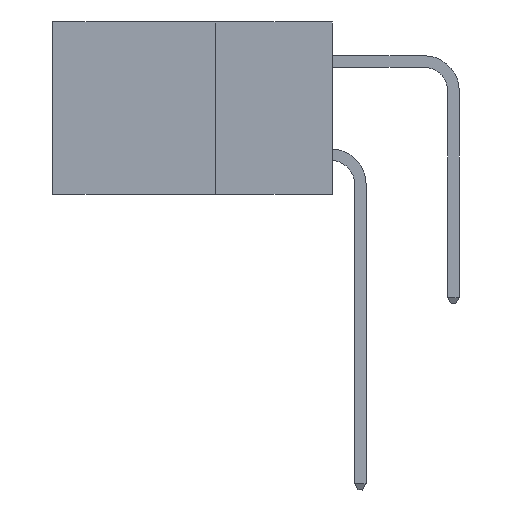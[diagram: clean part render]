
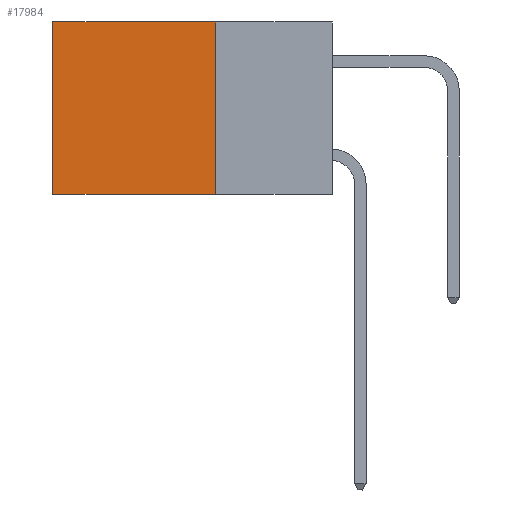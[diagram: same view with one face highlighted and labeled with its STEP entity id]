
A CAD part, left-side view. The second image highlights one B-rep face of the part: STEP entity #17984.
In plain terms, the highlighted planar face has unit normal (-1, 0, 0).
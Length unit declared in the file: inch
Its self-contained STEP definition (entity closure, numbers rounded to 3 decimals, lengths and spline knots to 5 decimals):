
#1026 = ORIENTED_EDGE ( 'NONE', *, *, #7498, .T. ) ;
#1057 = CARTESIAN_POINT ( 'NONE',  ( 0.2615, 0.6, -0.37 ) ) ;
#1871 = EDGE_LOOP ( 'NONE', ( #18210, #5043, #12844, #1026 ) ) ;
#2184 = DIRECTION ( 'NONE',  ( 0., 1., 0. ) ) ;
#2199 = CARTESIAN_POINT ( 'NONE',  ( 0.2615, 0.6, 0. ) ) ;
#2515 = VERTEX_POINT ( 'NONE', #14243 ) ;
#2914 = VECTOR ( 'NONE', #2184, 39.37008 ) ;
#2951 = LINE ( 'NONE', #16171, #13579 ) ;
#3103 = VECTOR ( 'NONE', #10184, 39.37008 ) ;
#5043 = ORIENTED_EDGE ( 'NONE', *, *, #13234, .F. ) ;
#5643 = DIRECTION ( 'NONE',  ( 1., 0., 0. ) ) ;
#6425 = VERTEX_POINT ( 'NONE', #8090 ) ;
#6792 = CARTESIAN_POINT ( 'NONE',  ( 0.2615, 0.25, 0. ) ) ;
#7498 = EDGE_CURVE ( 'NONE', #2515, #17088, #8540, .T. ) ;
#8090 = CARTESIAN_POINT ( 'NONE',  ( 0.2615, 0.25, -0.37 ) ) ;
#8540 = LINE ( 'NONE', #6792, #2914 ) ;
#8937 = PLANE ( 'NONE',  #16920 ) ;
#9747 = DIRECTION ( 'NONE',  ( 0., 0., -1. ) ) ;
#9992 = CARTESIAN_POINT ( 'NONE',  ( 0.2615, 0.6, -0.37 ) ) ;
#10184 = DIRECTION ( 'NONE',  ( 0., 0., -1. ) ) ;
#10685 = CARTESIAN_POINT ( 'NONE',  ( 0.2615, 0.25, -0.37 ) ) ;
#10791 = DIRECTION ( 'NONE',  ( 0., 1., 0. ) ) ;
#12844 = ORIENTED_EDGE ( 'NONE', *, *, #21171, .F. ) ;
#12892 = VERTEX_POINT ( 'NONE', #1057 ) ;
#13234 = EDGE_CURVE ( 'NONE', #6425, #12892, #13847, .T. ) ;
#13579 = VECTOR ( 'NONE', #9747, 39.37008 ) ;
#13847 = LINE ( 'NONE', #10685, #15808 ) ;
#13854 = FACE_OUTER_BOUND ( 'NONE', #1871, .T. ) ;
#14243 = CARTESIAN_POINT ( 'NONE',  ( 0.2615, 0.25, 0. ) ) ;
#15581 = DIRECTION ( 'NONE',  ( 0., 0., -1. ) ) ;
#15808 = VECTOR ( 'NONE', #10791, 39.37008 ) ;
#16171 = CARTESIAN_POINT ( 'NONE',  ( 0.2615, 0.25, -0.37 ) ) ;
#16920 = AXIS2_PLACEMENT_3D ( 'NONE', #20222, #5643, #15581 ) ;
#17088 = VERTEX_POINT ( 'NONE', #2199 ) ;
#17984 = ADVANCED_FACE ( 'NONE', ( #13854 ), #8937, .F. ) ;
#18210 = ORIENTED_EDGE ( 'NONE', *, *, #20908, .T. ) ;
#18386 = LINE ( 'NONE', #9992, #3103 ) ;
#20222 = CARTESIAN_POINT ( 'NONE',  ( 0.2615, 0.25, -0.37 ) ) ;
#20908 = EDGE_CURVE ( 'NONE', #17088, #12892, #18386, .T. ) ;
#21171 = EDGE_CURVE ( 'NONE', #2515, #6425, #2951, .T. ) ;
